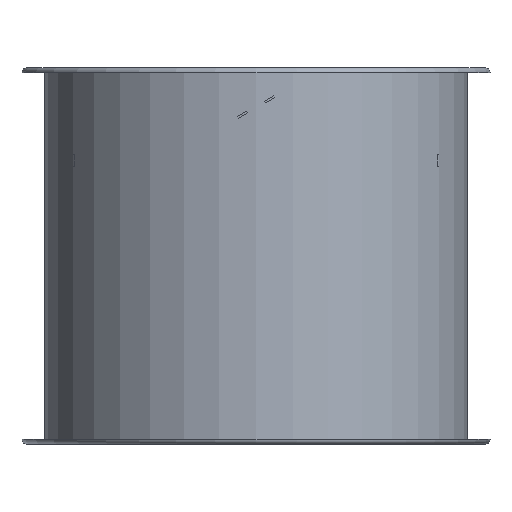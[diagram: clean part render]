
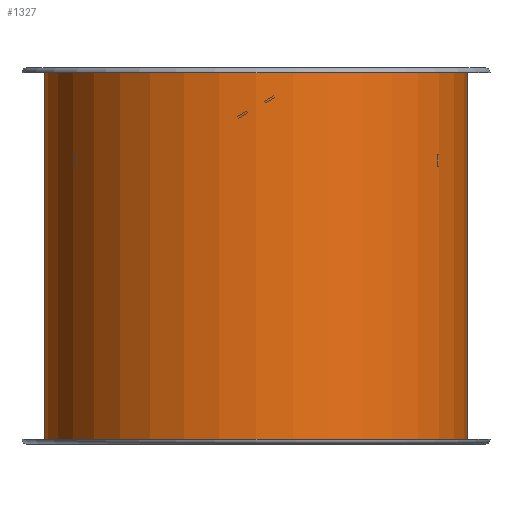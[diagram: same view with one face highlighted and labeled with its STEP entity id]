
A CAD part, front view. The second image highlights one B-rep face of the part: STEP entity #1327.
In plain terms, the highlighted cylindrical face has radius 207.5 mm (diameter 415 mm), a partial arc.
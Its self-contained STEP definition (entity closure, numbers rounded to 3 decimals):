
#1167 = VERTEX_POINT ( 'NONE', #2374 ) ;
#1169 = EDGE_CURVE ( 'NONE', #1167, #1170, #2373, .T. ) ;
#1170 = VERTEX_POINT ( 'NONE', #2368 ) ;
#1229 = VERTEX_POINT ( 'NONE', #2488 ) ;
#1230 = VERTEX_POINT ( 'NONE', #2487 ) ;
#1232 = EDGE_CURVE ( 'NONE', #1230, #1167, #2549, .T. ) ;
#1236 = EDGE_CURVE ( 'NONE', #1229, #1170, #2540, .T. ) ;
#1240 = EDGE_CURVE ( 'NONE', #1230, #1229, #2535, .T. ) ;
#1327 = ADVANCED_FACE ( 'NONE', ( #2703 ), #2702, .T. ) ;
#1328 = EDGE_LOOP ( 'NONE', ( #1329, #1330, #1331, #1332 ) ) ;
#1329 = ORIENTED_EDGE ( 'NONE', *, *, #1232, .F. ) ;
#1330 = ORIENTED_EDGE ( 'NONE', *, *, #1240, .T. ) ;
#1331 = ORIENTED_EDGE ( 'NONE', *, *, #1236, .T. ) ;
#1332 = ORIENTED_EDGE ( 'NONE', *, *, #1169, .F. ) ;
#2368 = CARTESIAN_POINT ( 'NONE',  ( 207.5, 0., -5. ) ) ;
#2369 = DIRECTION ( 'NONE',  ( 1., 0., 0. ) ) ;
#2370 = DIRECTION ( 'NONE',  ( 0., 0., 1. ) ) ;
#2371 = CARTESIAN_POINT ( 'NONE',  ( 0., 0., -5. ) ) ;
#2372 = AXIS2_PLACEMENT_3D ( 'NONE', #2371, #2370, #2369 ) ;
#2373 = CIRCLE ( 'NONE', #2372, 207.5 ) ;
#2374 = CARTESIAN_POINT ( 'NONE',  ( -207.5, 0., -5. ) ) ;
#2487 = CARTESIAN_POINT ( 'NONE',  ( -207.5, 0., -365. ) ) ;
#2488 = CARTESIAN_POINT ( 'NONE',  ( 207.5, 0., -365. ) ) ;
#2526 = DIRECTION ( 'NONE',  ( 1., 0., 0. ) ) ;
#2527 = DIRECTION ( 'NONE',  ( 0., 0., 1. ) ) ;
#2528 = CARTESIAN_POINT ( 'NONE',  ( 0., 0., -365. ) ) ;
#2529 = AXIS2_PLACEMENT_3D ( 'NONE', #2528, #2527, #2526 ) ;
#2535 = CIRCLE ( 'NONE', #2529, 207.5 ) ;
#2537 = DIRECTION ( 'NONE',  ( 0., 0., 1. ) ) ;
#2538 = VECTOR ( 'NONE', #2537, 1000. ) ;
#2539 = CARTESIAN_POINT ( 'NONE',  ( 207.5, 0., 42.986 ) ) ;
#2540 = LINE ( 'NONE', #2539, #2538 ) ;
#2546 = DIRECTION ( 'NONE',  ( 0., 0., 1. ) ) ;
#2547 = VECTOR ( 'NONE', #2546, 1000. ) ;
#2548 = CARTESIAN_POINT ( 'NONE',  ( -207.5, 0., 42.986 ) ) ;
#2549 = LINE ( 'NONE', #2548, #2547 ) ;
#2697 = DIRECTION ( 'NONE',  ( 1., 0., 0. ) ) ;
#2698 = DIRECTION ( 'NONE',  ( 0., 0., 1. ) ) ;
#2699 = CARTESIAN_POINT ( 'NONE',  ( 0., 0., 42.986 ) ) ;
#2700 = AXIS2_PLACEMENT_3D ( 'NONE', #2699, #2698, #2697 ) ;
#2702 = CYLINDRICAL_SURFACE ( 'NONE', #2700, 207.5 ) ;
#2703 = FACE_OUTER_BOUND ( 'NONE', #1328, .T. ) ;
